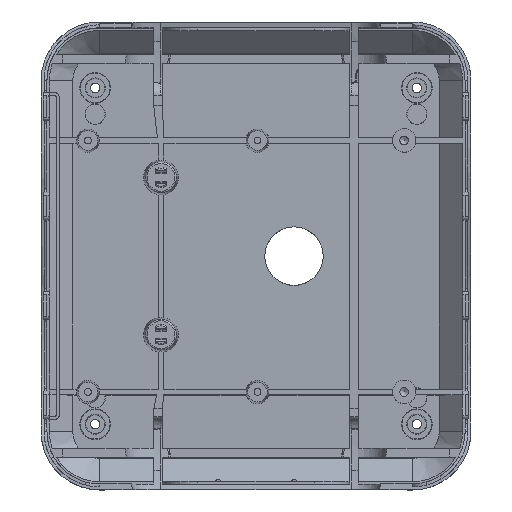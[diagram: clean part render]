
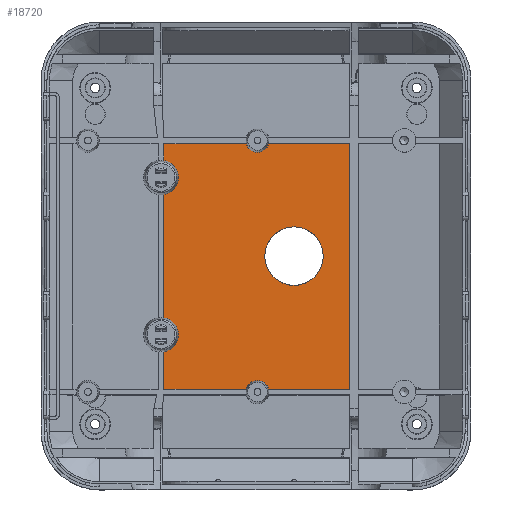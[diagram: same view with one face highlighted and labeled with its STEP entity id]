
A CAD part, top view. The second image highlights one B-rep face of the part: STEP entity #18720.
In plain terms, the highlighted planar face has unit normal (0, 0, 1).
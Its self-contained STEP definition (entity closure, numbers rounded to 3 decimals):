
#1265=FACE_BOUND('',#3340,.T.);
#1608=PLANE('',#19919);
#2289=FACE_OUTER_BOUND('',#3339,.T.);
#3339=EDGE_LOOP('',(#14874,#14875,#14876,#14877,#14878,#14879,#14880,#14881,
#14882,#14883,#14884,#14885));
#3340=EDGE_LOOP('',(#14886));
#4854=LINE('',#29379,#6530);
#4884=LINE('',#29456,#6560);
#4889=LINE('',#29473,#6565);
#4890=LINE('',#29477,#6566);
#4891=LINE('',#29479,#6567);
#4892=LINE('',#29483,#6568);
#4893=LINE('',#29487,#6569);
#4894=LINE('',#29489,#6570);
#6530=VECTOR('',#22607,10.);
#6560=VECTOR('',#22665,10.);
#6565=VECTOR('',#22678,10.);
#6566=VECTOR('',#22681,10.);
#6567=VECTOR('',#22682,10.);
#6568=VECTOR('',#22685,10.);
#6569=VECTOR('',#22688,10.);
#6570=VECTOR('',#22689,10.);
#7520=CIRCLE('',#19920,3.965);
#7521=CIRCLE('',#19921,5.93);
#7522=CIRCLE('',#19922,5.93);
#7523=CIRCLE('',#19923,3.965);
#7524=CIRCLE('',#19924,10.);
#8633=VERTEX_POINT('',#29373);
#8635=VERTEX_POINT('',#29377);
#8665=VERTEX_POINT('',#29455);
#8670=VERTEX_POINT('',#29472);
#8671=VERTEX_POINT('',#29474);
#8672=VERTEX_POINT('',#29476);
#8673=VERTEX_POINT('',#29478);
#8674=VERTEX_POINT('',#29480);
#8675=VERTEX_POINT('',#29482);
#8676=VERTEX_POINT('',#29484);
#8677=VERTEX_POINT('',#29486);
#8678=VERTEX_POINT('',#29488);
#8679=VERTEX_POINT('',#29491);
#10942=EDGE_CURVE('',#8633,#8635,#4854,.T.);
#10979=EDGE_CURVE('',#8665,#8633,#4884,.T.);
#10987=EDGE_CURVE('',#8635,#8670,#4889,.T.);
#10988=EDGE_CURVE('',#8670,#8671,#7520,.T.);
#10989=EDGE_CURVE('',#8671,#8672,#4890,.T.);
#10990=EDGE_CURVE('',#8672,#8673,#4891,.T.);
#10991=EDGE_CURVE('',#8673,#8674,#7521,.T.);
#10992=EDGE_CURVE('',#8674,#8675,#4892,.T.);
#10993=EDGE_CURVE('',#8675,#8676,#7522,.T.);
#10994=EDGE_CURVE('',#8676,#8677,#4893,.T.);
#10995=EDGE_CURVE('',#8677,#8678,#4894,.T.);
#10996=EDGE_CURVE('',#8678,#8665,#7523,.T.);
#10997=EDGE_CURVE('',#8679,#8679,#7524,.T.);
#14874=ORIENTED_EDGE('',*,*,#10942,.T.);
#14875=ORIENTED_EDGE('',*,*,#10987,.T.);
#14876=ORIENTED_EDGE('',*,*,#10988,.T.);
#14877=ORIENTED_EDGE('',*,*,#10989,.T.);
#14878=ORIENTED_EDGE('',*,*,#10990,.T.);
#14879=ORIENTED_EDGE('',*,*,#10991,.T.);
#14880=ORIENTED_EDGE('',*,*,#10992,.T.);
#14881=ORIENTED_EDGE('',*,*,#10993,.T.);
#14882=ORIENTED_EDGE('',*,*,#10994,.T.);
#14883=ORIENTED_EDGE('',*,*,#10995,.T.);
#14884=ORIENTED_EDGE('',*,*,#10996,.T.);
#14885=ORIENTED_EDGE('',*,*,#10979,.T.);
#14886=ORIENTED_EDGE('',*,*,#10997,.T.);
#18720=ADVANCED_FACE('',(#2289,#1265),#1608,.T.);
#19919=AXIS2_PLACEMENT_3D('',#29471,#22676,#22677);
#19920=AXIS2_PLACEMENT_3D('',#29475,#22679,#22680);
#19921=AXIS2_PLACEMENT_3D('',#29481,#22683,#22684);
#19922=AXIS2_PLACEMENT_3D('',#29485,#22686,#22687);
#19923=AXIS2_PLACEMENT_3D('',#29490,#22690,#22691);
#19924=AXIS2_PLACEMENT_3D('',#29492,#22692,#22693);
#22607=DIRECTION('',(0.,1.,0.));
#22665=DIRECTION('',(1.,0.,0.));
#22676=DIRECTION('center_axis',(0.,0.,1.));
#22677=DIRECTION('ref_axis',(1.,0.,0.));
#22678=DIRECTION('',(-1.,0.,0.));
#22679=DIRECTION('center_axis',(0.,0.,-1.));
#22680=DIRECTION('ref_axis',(1.,0.,0.));
#22681=DIRECTION('',(-1.,0.,0.));
#22682=DIRECTION('',(0.,-1.,0.));
#22683=DIRECTION('center_axis',(0.,0.,-1.));
#22684=DIRECTION('ref_axis',(1.,0.,0.));
#22685=DIRECTION('',(0.,-1.,0.));
#22686=DIRECTION('center_axis',(0.,0.,-1.));
#22687=DIRECTION('ref_axis',(1.,0.,0.));
#22688=DIRECTION('',(0.,-1.,0.));
#22689=DIRECTION('',(1.,0.,0.));
#22690=DIRECTION('center_axis',(0.,0.,-1.));
#22691=DIRECTION('ref_axis',(1.,0.,0.));
#22692=DIRECTION('center_axis',(0.,0.,-1.));
#22693=DIRECTION('ref_axis',(1.,0.,0.));
#29373=CARTESIAN_POINT('',(32.,-45.5,2.));
#29377=CARTESIAN_POINT('',(32.,38.5,2.));
#29379=CARTESIAN_POINT('',(32.,25.728,2.));
#29455=CARTESIAN_POINT('',(4.337,-45.5,2.));
#29456=CARTESIAN_POINT('',(-15.75,-45.5,2.));
#29471=CARTESIAN_POINT('Origin',(0.,0.,
2.));
#29472=CARTESIAN_POINT('',(4.337,38.5,2.));
#29473=CARTESIAN_POINT('',(35.336,38.5,2.));
#29474=CARTESIAN_POINT('',(-3.337,38.5,2.));
#29475=CARTESIAN_POINT('Origin',(0.5,39.5,2.));
#29476=CARTESIAN_POINT('',(-31.5,38.5,2.));
#29477=CARTESIAN_POINT('',(35.336,38.5,2.));
#29478=CARTESIAN_POINT('',(-31.5,32.745,2.));
#29479=CARTESIAN_POINT('',(-31.5,19.25,2.));
#29480=CARTESIAN_POINT('',(-31.5,21.055,2.));
#29481=CARTESIAN_POINT('Origin',(-32.5,26.9,2.));
#29482=CARTESIAN_POINT('',(-31.5,-21.055,2.));
#29483=CARTESIAN_POINT('',(-31.5,19.25,2.));
#29484=CARTESIAN_POINT('',(-31.5,-32.745,2.));
#29485=CARTESIAN_POINT('Origin',(-32.5,-26.9,2.));
#29486=CARTESIAN_POINT('',(-31.5,-45.5,2.));
#29487=CARTESIAN_POINT('',(-31.5,-16.231,2.));
#29488=CARTESIAN_POINT('',(-3.337,-45.5,2.));
#29489=CARTESIAN_POINT('',(-15.75,-45.5,2.));
#29490=CARTESIAN_POINT('Origin',(0.5,-46.5,2.));
#29491=CARTESIAN_POINT('',(3.,0.,2.));
#29492=CARTESIAN_POINT('Origin',(13.,0.,2.));
